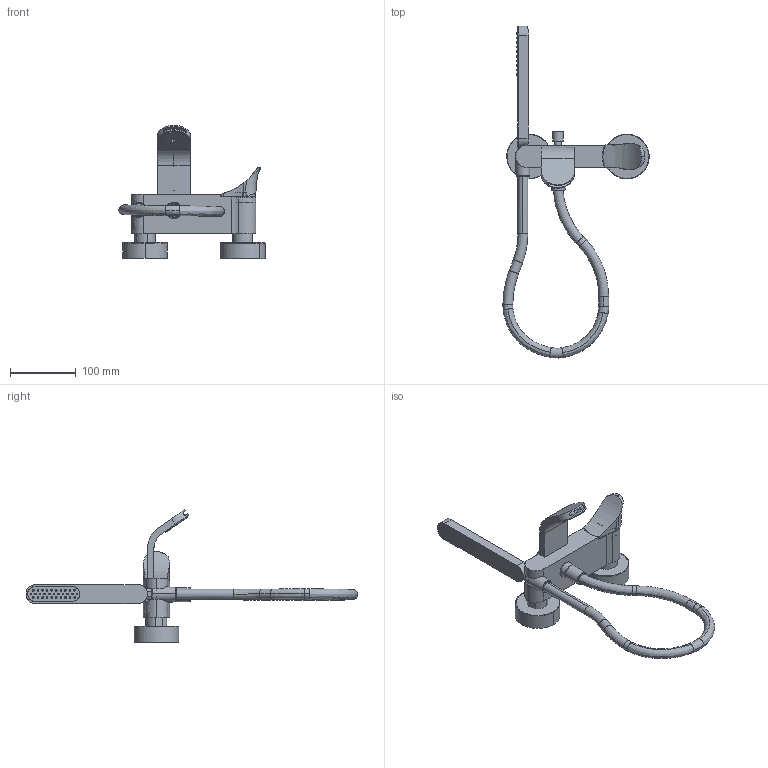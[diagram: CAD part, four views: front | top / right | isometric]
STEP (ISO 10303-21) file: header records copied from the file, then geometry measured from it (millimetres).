
FILE_DESCRIPTION (( 'STEP AP214' ), '1' );
FILE_NAME ('13008.STEP', '2024-02-08T13:57:08', ( '' ), ( '' ), 'SwSTEP 2.0', 'SolidWorks 2018', '' );
FILE_SCHEMA (( 'AUTOMOTIVE_DESIGN' ));
Length unit declared in the file: millimetre
Products named in the file (13): 13008.IGS; 0100700803.IGS.IGS.IGS.IGS.IGS.IGS.IGS.IGS.IGS.IGS.IGS.IGS.IGS; 0100900801.IGS.IGS.IGS.IGS.IGS.IGS.IGS.IGS.IGS.IGS.IGS.IGS.IGS; 0000018905.IGS.IGS.IGS.IGS.IGS.IGS.IGS.IGS.IGS.IGS.IGS.IGS.IGS; leva bèk.IGS.IGS.IGS.IGS.IGS.IGS.IGS.IGS.IGS.IGS.IGS.IGS.IGS; 875.IGS.IGS.IGS.IGS.IGS.IGS.IGS.IGS.IGS.IGS.IGS.IGS.IGS; 0101300805.IGS.IGS.IGS.IGS.IGS.IGS.IGS.IGS.IGS.IGS.IGS.IGS.IGS; 0100900403.IGS.IGS.IGS.IGS.IGS.IGS.IGS.IGS.IGS.IGS.IGS.IGS.IGS; 13008; 0100100006.IGS.IGS.IGS.IGS.IGS.IGS.IGS.IGS.IGS.IGS.IGS.IGS.IGS; 0100900413.IGS.IGS.IGS.IGS.IGS.IGS.IGS.IGS.IGS.IGS.IGS.IGS.IGS; vasca bèk rendering.IGS.IGS.IGS.IGS.IGS.IGS.IGS.IGS.IGS.IGS.IGS.IGS.IGS; 0100019300.IGS.IGS.IGS.IGS.IGS.IGS.IGS.IGS.IGS.IGS.IGS.IGS.IGS
Assembly tree (14 placements, depth 3):
  13008
    13008.IGS
      vasca bèk rendering.IGS.IGS.IGS.IGS.IGS.IGS.IGS.IGS.IGS.IGS.IGS.IGS.IGS
      0100900413.IGS.IGS.IGS.IGS.IGS.IGS.IGS.IGS.IGS.IGS.IGS.IGS.IGS
      0100900403.IGS.IGS.IGS.IGS.IGS.IGS.IGS.IGS.IGS.IGS.IGS.IGS.IGS
      0100100006.IGS.IGS.IGS.IGS.IGS.IGS.IGS.IGS.IGS.IGS.IGS.IGS.IGS  x2
      875.IGS.IGS.IGS.IGS.IGS.IGS.IGS.IGS.IGS.IGS.IGS.IGS.IGS
      0100900801.IGS.IGS.IGS.IGS.IGS.IGS.IGS.IGS.IGS.IGS.IGS.IGS.IGS
      0100700803.IGS.IGS.IGS.IGS.IGS.IGS.IGS.IGS.IGS.IGS.IGS.IGS.IGS
      0000018905.IGS.IGS.IGS.IGS.IGS.IGS.IGS.IGS.IGS.IGS.IGS.IGS.IGS
      0101300805.IGS.IGS.IGS.IGS.IGS.IGS.IGS.IGS.IGS.IGS.IGS.IGS.IGS
      leva bèk.IGS.IGS.IGS.IGS.IGS.IGS.IGS.IGS.IGS.IGS.IGS.IGS.IGS
      0100019300.IGS.IGS.IGS.IGS.IGS.IGS.IGS.IGS.IGS.IGS.IGS.IGS.IGS  x2
Bounding box: 222.8 x 505.67 x 203.15 mm (x, y, z)
Volume: 648556.2 mm3; surface area: 185652.6 mm2
Topology: 17 solids, 17 shells, 662 faces, 1482 edges, 955 vertices
Faces by surface type: bspline 662
Entity records: 30760 total; most frequent: CARTESIAN_POINT 21493, ORIENTED_EDGE 2850, EDGE_CURVE 1425, B_SPLINE_CURVE_WITH_KNOTS 1015, VERTEX_POINT 921, EDGE_LOOP 774, FACE_OUTER_BOUND 637, ADVANCED_FACE 637
